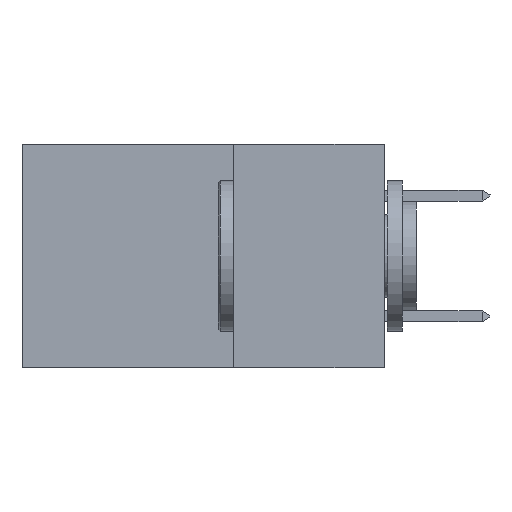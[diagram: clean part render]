
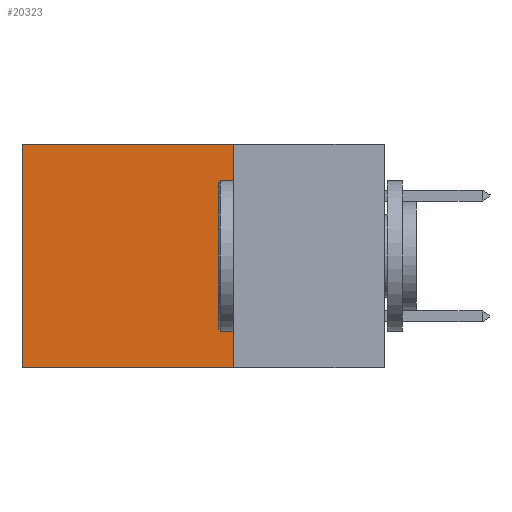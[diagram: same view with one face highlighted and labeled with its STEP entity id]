
A CAD part, left-side view. The second image highlights one B-rep face of the part: STEP entity #20323.
In plain terms, the highlighted planar face has unit normal (-1, 0, 0).
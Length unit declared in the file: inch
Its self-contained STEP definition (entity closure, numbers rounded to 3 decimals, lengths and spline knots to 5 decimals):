
#2280 = VECTOR ( 'NONE', #7274, 39.37008 ) ;
#2611 = FACE_OUTER_BOUND ( 'NONE', #29552, .T. ) ;
#3649 = PLANE ( 'NONE',  #28399 ) ;
#5155 = EDGE_CURVE ( 'NONE', #10655, #15401, #21440, .T. ) ;
#5181 = ORIENTED_EDGE ( 'NONE', *, *, #5155, .F. ) ;
#5443 = ORIENTED_EDGE ( 'NONE', *, *, #15973, .T. ) ;
#5958 = DIRECTION ( 'NONE',  ( 0., 0., -1. ) ) ;
#6645 = CARTESIAN_POINT ( 'NONE',  ( 0.2875, 0.25, 0. ) ) ;
#7274 = DIRECTION ( 'NONE',  ( 0., 1., 0. ) ) ;
#7967 = ORIENTED_EDGE ( 'NONE', *, *, #11244, .T. ) ;
#8377 = LINE ( 'NONE', #11872, #2280 ) ;
#10655 = VERTEX_POINT ( 'NONE', #23134 ) ;
#11244 = EDGE_CURVE ( 'NONE', #10655, #29766, #28074, .T. ) ;
#11872 = CARTESIAN_POINT ( 'NONE',  ( 0.2875, 0.25, -0.37 ) ) ;
#14320 = LINE ( 'NONE', #25956, #25903 ) ;
#15401 = VERTEX_POINT ( 'NONE', #21833 ) ;
#15973 = EDGE_CURVE ( 'NONE', #29766, #21812, #14320, .T. ) ;
#17337 = CARTESIAN_POINT ( 'NONE',  ( 0.2875, 0.6, 0. ) ) ;
#17843 = ORIENTED_EDGE ( 'NONE', *, *, #29564, .F. ) ;
#18235 = DIRECTION ( 'NONE',  ( 0., 1., 0. ) ) ;
#19795 = DIRECTION ( 'NONE',  ( 1., 0., 0. ) ) ;
#19859 = CARTESIAN_POINT ( 'NONE',  ( 0.2875, 0.25, 0. ) ) ;
#20323 = ADVANCED_FACE ( 'NONE', ( #2611 ), #3649, .F. ) ;
#20728 = VECTOR ( 'NONE', #29123, 39.37008 ) ;
#21440 = LINE ( 'NONE', #19859, #20728 ) ;
#21812 = VERTEX_POINT ( 'NONE', #23059 ) ;
#21833 = CARTESIAN_POINT ( 'NONE',  ( 0.2875, 0.25, -0.37 ) ) ;
#21931 = VECTOR ( 'NONE', #18235, 39.37008 ) ;
#23059 = CARTESIAN_POINT ( 'NONE',  ( 0.2875, 0.6, -0.37 ) ) ;
#23134 = CARTESIAN_POINT ( 'NONE',  ( 0.2875, 0.25, 0. ) ) ;
#24341 = CARTESIAN_POINT ( 'NONE',  ( 0.2875, 0.25, 0. ) ) ;
#25903 = VECTOR ( 'NONE', #28267, 39.37008 ) ;
#25956 = CARTESIAN_POINT ( 'NONE',  ( 0.2875, 0.6, 0. ) ) ;
#28074 = LINE ( 'NONE', #6645, #21931 ) ;
#28267 = DIRECTION ( 'NONE',  ( 0., 0., -1. ) ) ;
#28399 = AXIS2_PLACEMENT_3D ( 'NONE', #24341, #19795, #5958 ) ;
#29123 = DIRECTION ( 'NONE',  ( 0., 0., -1. ) ) ;
#29552 = EDGE_LOOP ( 'NONE', ( #5443, #17843, #5181, #7967 ) ) ;
#29564 = EDGE_CURVE ( 'NONE', #15401, #21812, #8377, .T. ) ;
#29766 = VERTEX_POINT ( 'NONE', #17337 ) ;
